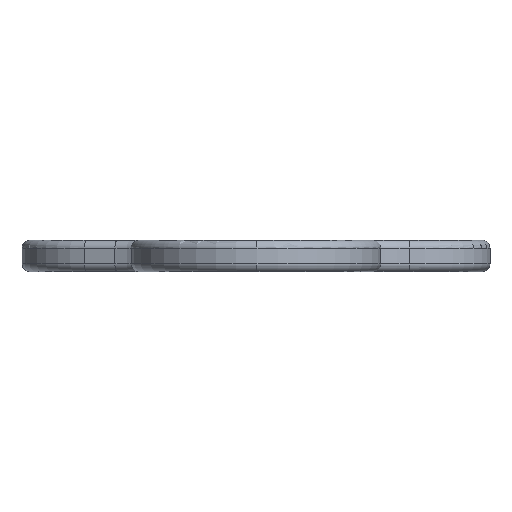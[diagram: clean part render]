
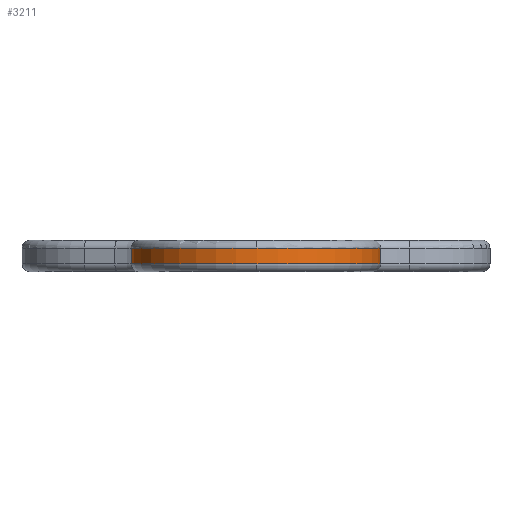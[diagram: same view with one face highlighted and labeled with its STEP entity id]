
A CAD part, left-side view. The second image highlights one B-rep face of the part: STEP entity #3211.
In plain terms, the highlighted cylindrical face has radius 8 mm (diameter 16 mm), a partial arc.
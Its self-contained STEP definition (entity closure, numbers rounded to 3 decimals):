
#1456=AXIS2_PLACEMENT_3D('Circle Axis2P3D',#1454,#1455,$) ;
#1473=AXIS2_PLACEMENT_3D('Circle Axis2P3D',#1471,#1472,$) ;
#2157=AXIS2_PLACEMENT_3D('Circle Axis2P3D',#2155,#2156,$) ;
#2726=AXIS2_PLACEMENT_3D('Circle Axis2P3D',#2724,#2725,$) ;
#3196=AXIS2_PLACEMENT_3D('Cylinder Axis2P3D',#3193,#3194,#3195) ;
#1426=CARTESIAN_POINT('Vertex',(4.558,6.574,1.5)) ;
#1451=CARTESIAN_POINT('Vertex',(-8.,-0.066,1.5)) ;
#1454=CARTESIAN_POINT('Axis2P3D Location',(0.,0.,1.5)) ;
#1471=CARTESIAN_POINT('Axis2P3D Location',(0.,0.,1.5)) ;
#1475=CARTESIAN_POINT('Vertex',(4.667,-6.498,1.5)) ;
#2090=CARTESIAN_POINT('Vertex',(4.558,6.574,0.5)) ;
#2136=CARTESIAN_POINT('Vertex',(-8.,-0.066,0.5)) ;
#2152=CARTESIAN_POINT('Vertex',(4.667,-6.498,0.5)) ;
#2155=CARTESIAN_POINT('Axis2P3D Location',(0.,0.,0.5)) ;
#2724=CARTESIAN_POINT('Axis2P3D Location',(0.,0.,0.5)) ;
#3181=CARTESIAN_POINT('Line Origine',(4.667,-6.498,1.)) ;
#3193=CARTESIAN_POINT('Axis2P3D Location',(0.,0.,0.)) ;
#3198=CARTESIAN_POINT('Line Origine',(4.558,6.574,1.)) ;
#1455=DIRECTION('Axis2P3D Direction',(0.,0.,1.)) ;
#1472=DIRECTION('Axis2P3D Direction',(0.,0.,1.)) ;
#2156=DIRECTION('Axis2P3D Direction',(0.,0.,1.)) ;
#2725=DIRECTION('Axis2P3D Direction',(0.,0.,1.)) ;
#3182=DIRECTION('Vector Direction',(0.,0.,1.)) ;
#3194=DIRECTION('Axis2P3D Direction',(-0.,0.,1.)) ;
#3195=DIRECTION('Axis2P3D XDirection',(0.57,0.822,0.)) ;
#3199=DIRECTION('Vector Direction',(0.,0.,1.)) ;
#3183=VECTOR('Line Direction',#3182,1.) ;
#3200=VECTOR('Line Direction',#3199,1.) ;
#3204=ORIENTED_EDGE('',*,*,#1458,.F.) ;
#3205=ORIENTED_EDGE('',*,*,#3202,.T.) ;
#3206=ORIENTED_EDGE('',*,*,#2728,.F.) ;
#3207=ORIENTED_EDGE('',*,*,#2159,.F.) ;
#3208=ORIENTED_EDGE('',*,*,#3185,.T.) ;
#3209=ORIENTED_EDGE('',*,*,#1477,.F.) ;
#3211=ADVANCED_FACE('CLOTH TIE ADAPTER',(#3210),#3197,.T.) ;
#1457=CIRCLE('generated circle',#1456,8.) ;
#1474=CIRCLE('generated circle',#1473,8.) ;
#2158=CIRCLE('generated circle',#2157,8.) ;
#2727=CIRCLE('generated circle',#2726,8.) ;
#3197=CYLINDRICAL_SURFACE('generated cylinder',#3196,8.) ;
#1458=EDGE_CURVE('',#1427,#1452,#1457,.T.) ;
#1477=EDGE_CURVE('',#1452,#1476,#1474,.T.) ;
#2159=EDGE_CURVE('',#2153,#2137,#2158,.F.) ;
#2728=EDGE_CURVE('',#2137,#2091,#2727,.F.) ;
#3185=EDGE_CURVE('',#2153,#1476,#3184,.T.) ;
#3202=EDGE_CURVE('',#1427,#2091,#3201,.F.) ;
#3203=EDGE_LOOP('',(#3204,#3205,#3206,#3207,#3208,#3209)) ;
#3210=FACE_OUTER_BOUND('',#3203,.T.) ;
#3184=LINE('Line',#3181,#3183) ;
#3201=LINE('Line',#3198,#3200) ;
#1427=VERTEX_POINT('',#1426) ;
#1452=VERTEX_POINT('',#1451) ;
#1476=VERTEX_POINT('',#1475) ;
#2091=VERTEX_POINT('',#2090) ;
#2137=VERTEX_POINT('',#2136) ;
#2153=VERTEX_POINT('',#2152) ;
